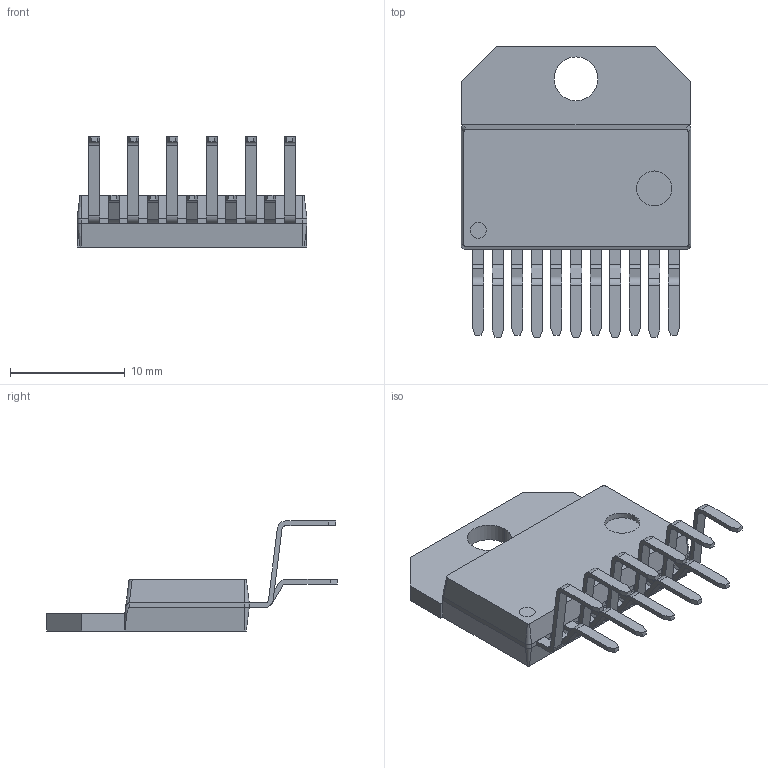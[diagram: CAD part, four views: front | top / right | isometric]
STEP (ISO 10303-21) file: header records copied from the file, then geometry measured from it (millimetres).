
FILE_DESCRIPTION (( 'STEP AP214' ), '1' );
FILE_NAME ('LM3886T_NOPB.STEP', '2022-01-31T23:01:52', ( '' ), ( '' ), 'SwSTEP 2.0', 'SolidWorks 2017', '' );
FILE_SCHEMA (( 'AUTOMOTIVE_DESIGN' ));
Length unit declared in the file: inch
Products named in the file (1): LM3886T_NOPB
Bounding box: 20.02 x 25.3 x 9.58 mm (x, y, z)
Volume: 1165.1 mm3; surface area: 1659 mm2
Topology: 14 solids, 14 shells, 248 faces, 644 edges, 426 vertices
Faces by surface type: plane 174, cylinder 70, cone 4
Entity records: 7743 total; most frequent: CARTESIAN_POINT 1357, ORIENTED_EDGE 1288, DIRECTION 1270, EDGE_CURVE 644, VECTOR 496, LINE 496, VERTEX_POINT 426, AXIS2_PLACEMENT_3D 387
